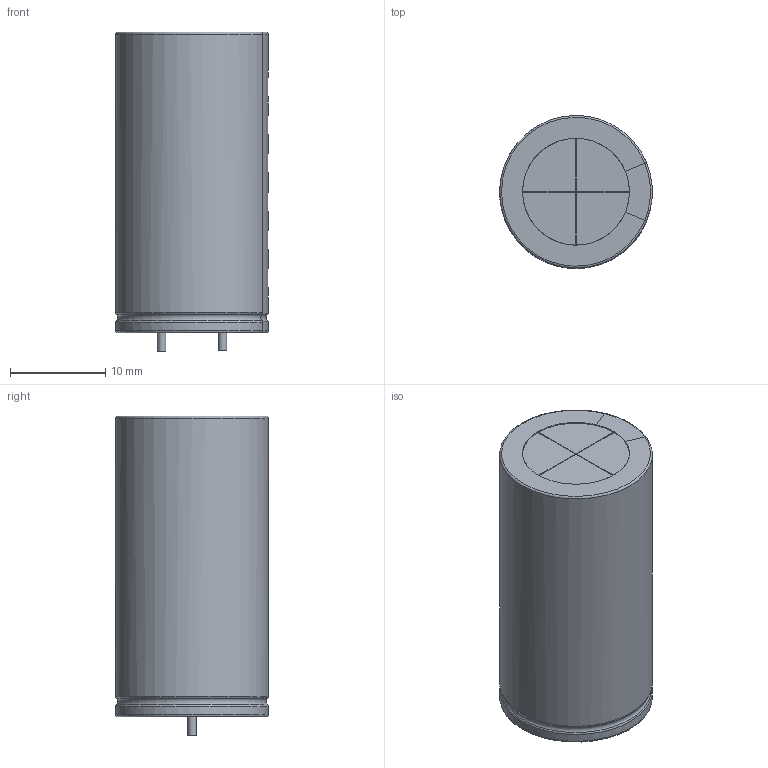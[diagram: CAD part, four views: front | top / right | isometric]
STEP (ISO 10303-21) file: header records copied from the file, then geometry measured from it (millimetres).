
FILE_DESCRIPTION(/* description */ ('model of CP_Radial_D16.0mm_H31.5mm_P6.35mm'),/* implementation_level */ '2;1');
FILE_NAME(/* name */ 'CP_Radial_D16.0mm_H31.5mm_P6.35mm.step',/* time_stamp */ '2023-06-23T22:09:46',/* author */ ('KiCAD','kicad'),/* organization */ ('OCCT'),/* preprocessor_version */ '',/* originating_system */ 'KiCAD',/* authorisation */ '');
FILE_SCHEMA(('AUTOMOTIVE_DESIGN { 1 0 10303 214 1 1 1 1 }'));
Length unit declared in the file: millimetre
Products named in the file (12): CQ assembly; e66b00e6-1201-11ee-bc20-bfd60792f4f7; e66b00e7-1201-11ee-bc20-bfd60792f4f7; e66b00e7-1201-11ee-bc20-bfd60792f4f7_part; e66b00e8-1201-11ee-bc20-bfd60792f4f7; e66b00e8-1201-11ee-bc20-bfd60792f4f7_part; e66b00e9-1201-11ee-bc20-bfd60792f4f7; e66b00e9-1201-11ee-bc20-bfd60792f4f7_part; e66b00ea-1201-11ee-bc20-bfd60792f4f7; e66b00ea-1201-11ee-bc20-bfd60792f4f7_part; e66b00eb-1201-11ee-bc20-bfd60792f4f7; e66b00eb-1201-11ee-bc20-bfd60792f4f7_part
Assembly tree (11 placements, depth 4):
  CQ assembly
    e66b00e6-1201-11ee-bc20-bfd60792f4f7
      e66b00e7-1201-11ee-bc20-bfd60792f4f7
        e66b00e7-1201-11ee-bc20-bfd60792f4f7_part
      e66b00e8-1201-11ee-bc20-bfd60792f4f7
        e66b00e8-1201-11ee-bc20-bfd60792f4f7_part
      e66b00e9-1201-11ee-bc20-bfd60792f4f7
        e66b00e9-1201-11ee-bc20-bfd60792f4f7_part
      e66b00ea-1201-11ee-bc20-bfd60792f4f7
        e66b00ea-1201-11ee-bc20-bfd60792f4f7_part
      e66b00eb-1201-11ee-bc20-bfd60792f4f7
        e66b00eb-1201-11ee-bc20-bfd60792f4f7_part
Bounding box: 16 x 16 x 33.5 mm (x, y, z)
Volume: 6289.8 mm3; surface area: 3721.8 mm2
Topology: 12 solids, 12 shells, 184 faces, 499 edges, 332 vertices
Faces by surface type: plane 101, cylinder 75, torus 6, bspline 2
Full cylindrical faces by diameter (mm): 0.9 x2, 11.2 x1
Entity records: 6760 total; most frequent: CARTESIAN_POINT 1847, ORIENTED_EDGE 998, DIRECTION 925, EDGE_CURVE 499, LINE 333, VECTOR 333, VERTEX_POINT 332, AXIS2_PLACEMENT_3D 296
